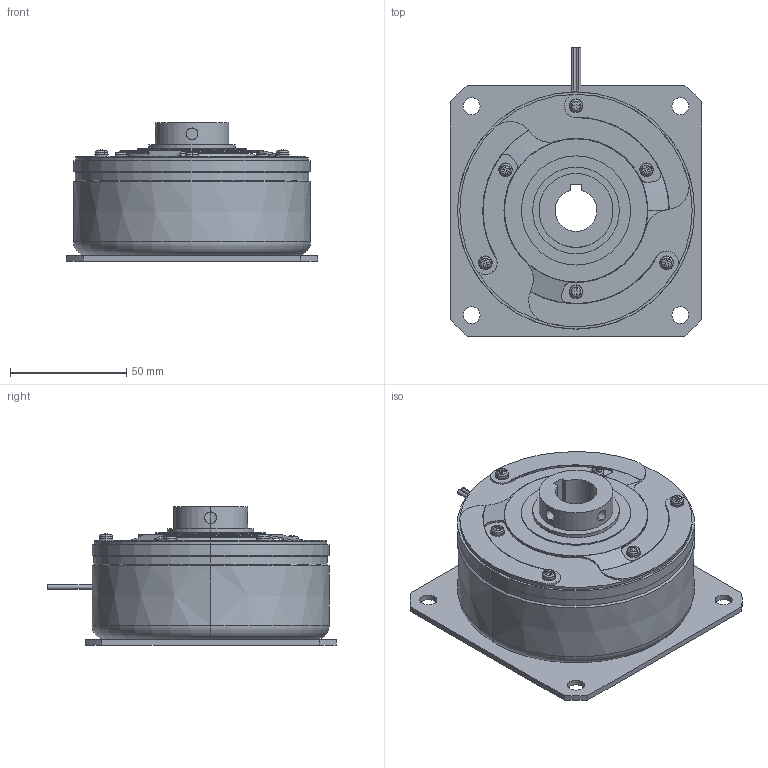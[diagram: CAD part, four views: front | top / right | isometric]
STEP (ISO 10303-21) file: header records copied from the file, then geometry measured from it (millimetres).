
FILE_DESCRIPTION (( 'STEP AP203' ), '1' );
FILE_NAME ('YPP616666.STEP', '2020-12-24T06:58:54', ( '' ), ( '' ), 'SwSTEP 2.0', 'SolidWorks 2016', '' );
FILE_SCHEMA (( 'CONFIG_CONTROL_DESIGN' ));
Length unit declared in the file: millimetre
Products named in the file (1): YPP616666
Bounding box: 108 x 124 x 59.5 mm (x, y, z)
Volume: 328821.3 mm3; surface area: 89635.3 mm2
Topology: 13 solids, 13 shells, 339 faces, 809 edges, 509 vertices
Faces by surface type: plane 136, cylinder 107, torus 52, cone 44
Entity records: 10789 total; most frequent: CARTESIAN_POINT 2882, DIRECTION 1636, ORIENTED_EDGE 1618, EDGE_CURVE 809, AXIS2_PLACEMENT_3D 649, VERTEX_POINT 509, EDGE_LOOP 378, FACE_OUTER_BOUND 339
